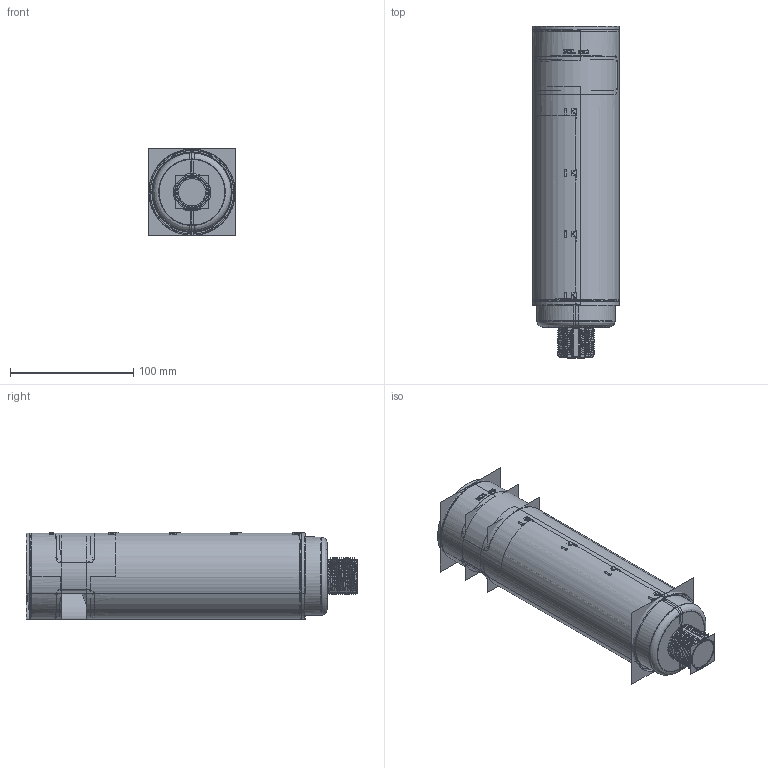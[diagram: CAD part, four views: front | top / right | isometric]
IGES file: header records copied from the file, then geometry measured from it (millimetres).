
Start section:  PTC IGES file: 199844_sm01.igs
Global section: file name: 199844_sm01.igs; native system: Creo Parametric by PTC Inc.; preprocessor: 2019292; author: PDMAdmin; organization: Unknown; date: 20220614.135735; units: millimetre
Bounding box: 70.75 x 269.24 x 71.13 mm (x, y, z)
Volume: 855140.9 mm3; surface area: 336282.9 mm2
Topology: 1 solids, 1 shells, 964 faces, 4922 edges, 6183 vertices
Faces by surface type: bspline 476, revolution 444, extrusion 44
